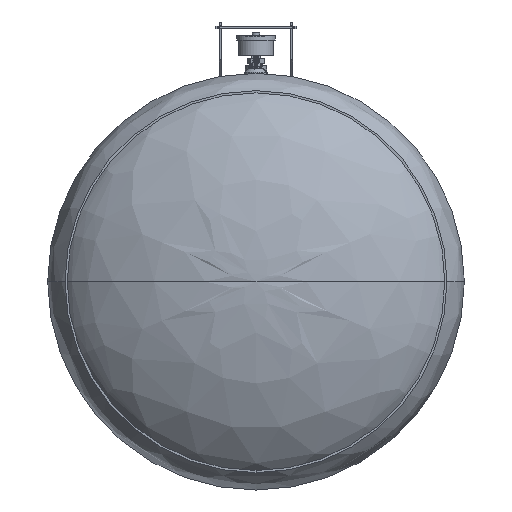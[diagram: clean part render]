
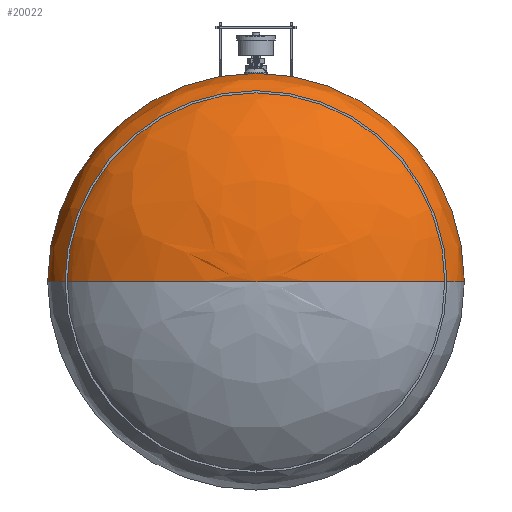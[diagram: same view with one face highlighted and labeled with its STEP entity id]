
A CAD part, front view. The second image highlights one B-rep face of the part: STEP entity #20022.
In plain terms, the highlighted free-form (B-spline) face has degree [3, 3] with [4, 4] control points.
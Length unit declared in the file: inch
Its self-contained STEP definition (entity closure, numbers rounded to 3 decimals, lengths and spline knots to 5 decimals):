
#529 = DIRECTION ( 'NONE',  ( 0., -1., 0. ) ) ;
#747 = CARTESIAN_POINT ( 'NONE',  ( 0., 6.6345, 0. ) ) ;
#970 = CARTESIAN_POINT ( 'NONE',  ( 7.02944, 6.6345, 14.05887 ) ) ;
#1641 = CARTESIAN_POINT ( 'NONE',  ( -12., 0.56, 0. ) ) ;
#2087 = CARTESIAN_POINT ( 'NONE',  ( 12., 0.56, 0. ) ) ;
#3929 = CARTESIAN_POINT ( 'NONE',  ( 0., 0.56, 0. ) ) ;
#3976 = AXIS2_PLACEMENT_3D ( 'NONE', #3929, #529, #40048 ) ;
#5093 = VERTEX_POINT ( 'NONE', #13300 ) ;
#10307 =( BOUNDED_SURFACE ( )  B_SPLINE_SURFACE ( 3, 3, ( 
 ( #14756, #31729, #21569, #747 ),
 ( #35338, #970, #11378, #25171 ),
 ( #18384, #32163, #36670, #12043 ),
 ( #2087, #32610, #11817, #1641 ) ),
 .UNSPECIFIED., .F., .F., .F. ) 
 B_SPLINE_SURFACE_WITH_KNOTS ( ( 4, 4 ),
 ( 4, 4 ),
 ( 0., 1. ),
 ( 0., 1. ),
 .UNSPECIFIED. ) 
 GEOMETRIC_REPRESENTATION_ITEM ( )  RATIONAL_B_SPLINE_SURFACE ( (
 ( 1., 0.333, 0.333, 1.),
 ( 0.805, 0.268, 0.268, 0.805),
 ( 0.805, 0.268, 0.268, 0.805),
 ( 1., 0.333, 0.333, 1.) ) ) 
 REPRESENTATION_ITEM ( '' )  SURFACE ( )  );
#11378 = CARTESIAN_POINT ( 'NONE',  ( -7.02944, 6.6345, 14.05887 ) ) ;
#11817 = CARTESIAN_POINT ( 'NONE',  ( -12., 0.56, 24. ) ) ;
#12043 = CARTESIAN_POINT ( 'NONE',  ( -12., 4.11836, 0. ) ) ;
#12229 = ORIENTED_EDGE ( 'NONE', *, *, #16948, .T. ) ;
#12808 = CARTESIAN_POINT ( 'NONE',  ( 12., 0.56, 0. ) ) ;
#13300 = CARTESIAN_POINT ( 'NONE',  ( -12., 0.56, 0. ) ) ;
#14756 = CARTESIAN_POINT ( 'NONE',  ( 0., 6.6345, 0. ) ) ;
#14825 = VERTEX_POINT ( 'NONE', #18228 ) ;
#16948 = EDGE_CURVE ( 'NONE', #14825, #5093, #17747, .T. ) ;
#17747 =( BOUNDED_CURVE ( )  B_SPLINE_CURVE ( 3, ( #22151, #25308, #25775, #39741 ),
 .UNSPECIFIED., .F., .F. ) 
 B_SPLINE_CURVE_WITH_KNOTS ( ( 4, 4 ),
 ( 1.5708, 3.14159 ),
 .UNSPECIFIED. ) 
 CURVE ( )  GEOMETRIC_REPRESENTATION_ITEM ( )  RATIONAL_B_SPLINE_CURVE ( ( 1., 0.805, 0.805, 1. ) ) 
 REPRESENTATION_ITEM ( '' )  );
#18228 = CARTESIAN_POINT ( 'NONE',  ( 0., 6.6345, 0. ) ) ;
#18384 = CARTESIAN_POINT ( 'NONE',  ( 12., 4.11836, 0. ) ) ;
#20022 = ADVANCED_FACE ( 'NONE', ( #30671 ), #10307, .F. ) ;
#21569 = CARTESIAN_POINT ( 'NONE',  ( 0., 6.6345, 0. ) ) ;
#22151 = CARTESIAN_POINT ( 'NONE',  ( 0., 6.6345, 0. ) ) ;
#22728 = ORIENTED_EDGE ( 'NONE', *, *, #29437, .F. ) ;
#23299 = CARTESIAN_POINT ( 'NONE',  ( 0., 6.6345, 0. ) ) ;
#25171 = CARTESIAN_POINT ( 'NONE',  ( -7.02944, 6.6345, 0. ) ) ;
#25308 = CARTESIAN_POINT ( 'NONE',  ( -7.02944, 6.6345, 0. ) ) ;
#25608 = ORIENTED_EDGE ( 'NONE', *, *, #32493, .F. ) ;
#25775 = CARTESIAN_POINT ( 'NONE',  ( -12., 4.11836, 0. ) ) ;
#27292 = VERTEX_POINT ( 'NONE', #12808 ) ;
#28476 = EDGE_LOOP ( 'NONE', ( #22728, #12229, #25608 ) ) ;
#29437 = EDGE_CURVE ( 'NONE', #14825, #27292, #41066, .T. ) ;
#30063 = CARTESIAN_POINT ( 'NONE',  ( 7.02944, 6.6345, 0. ) ) ;
#30671 = FACE_OUTER_BOUND ( 'NONE', #28476, .T. ) ;
#31729 = CARTESIAN_POINT ( 'NONE',  ( 0., 6.6345, 0. ) ) ;
#32163 = CARTESIAN_POINT ( 'NONE',  ( 12., 4.11836, 24. ) ) ;
#32493 = EDGE_CURVE ( 'NONE', #27292, #5093, #42237, .T. ) ;
#32610 = CARTESIAN_POINT ( 'NONE',  ( 12., 0.56, 24. ) ) ;
#33448 = CARTESIAN_POINT ( 'NONE',  ( 12., 0.56, 0. ) ) ;
#35338 = CARTESIAN_POINT ( 'NONE',  ( 7.02944, 6.6345, 0. ) ) ;
#36670 = CARTESIAN_POINT ( 'NONE',  ( -12., 4.11836, 24. ) ) ;
#37060 = CARTESIAN_POINT ( 'NONE',  ( 12., 4.11836, 0. ) ) ;
#39741 = CARTESIAN_POINT ( 'NONE',  ( -12., 0.56, 0. ) ) ;
#40048 = DIRECTION ( 'NONE',  ( 1., 0., 0. ) ) ;
#41066 =( BOUNDED_CURVE ( )  B_SPLINE_CURVE ( 3, ( #23299, #30063, #37060, #33448 ),
 .UNSPECIFIED., .F., .F. ) 
 B_SPLINE_CURVE_WITH_KNOTS ( ( 4, 4 ),
 ( 1.5708, 3.14159 ),
 .UNSPECIFIED. ) 
 CURVE ( )  GEOMETRIC_REPRESENTATION_ITEM ( )  RATIONAL_B_SPLINE_CURVE ( ( 1., 0.805, 0.805, 1. ) ) 
 REPRESENTATION_ITEM ( '' )  );
#42237 = CIRCLE ( 'NONE', #3976, 12. ) ;
